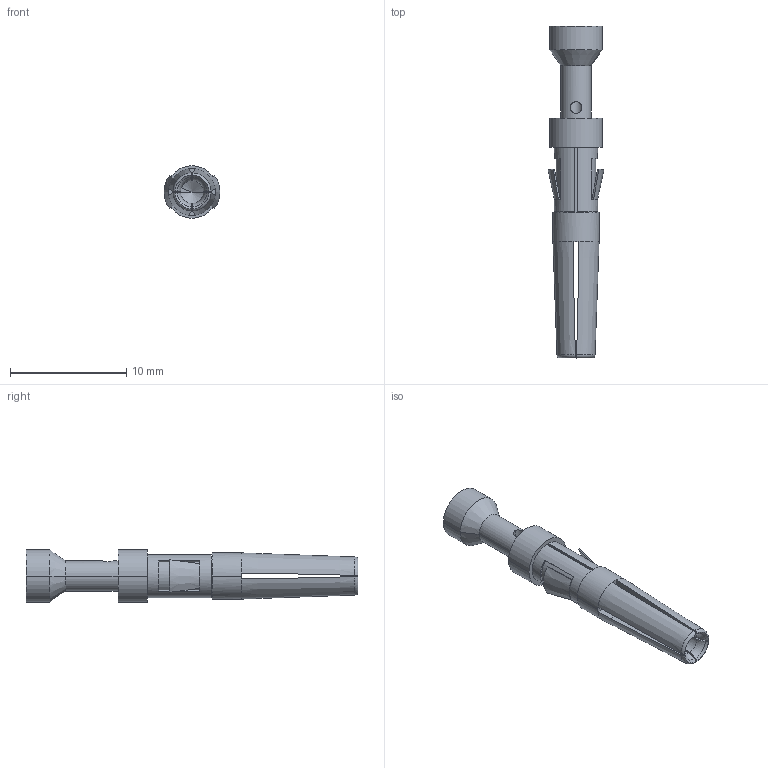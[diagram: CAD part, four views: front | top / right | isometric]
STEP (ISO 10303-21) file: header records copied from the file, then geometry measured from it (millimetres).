
FILE_DESCRIPTION((''),'2;1');
FILE_NAME('F05','2017-08-16T',('zq.xu'),(''),'PRO/ENGINEER BY PARAMETRIC TECHNOLOGY CORPORATION, 2012480','PRO/ENGINEER BY PARAMETRIC TECHNOLOGY CORPORATION, 2012480','');
FILE_SCHEMA(('AUTOMOTIVE_DESIGN { 1 0 10303 214 1 1 1 1 }'));
Length unit declared in the file: millimetre
Products named in the file (1): F05
Bounding box: 4.8 x 28.5 x 4.5 mm (x, y, z)
Volume: 230.1 mm3; surface area: 545.4 mm2
Topology: 1 solids, 1 shells, 113 faces, 280 edges, 170 vertices
Faces by surface type: plane 56, cone 26, cylinder 19, torus 12
Entity records: 3680 total; most frequent: CARTESIAN_POINT 993, ORIENTED_EDGE 552, DIRECTION 546, EDGE_CURVE 276, AXIS2_PLACEMENT_3D 220, VERTEX_POINT 170, EDGE_LOOP 120, FACE_OUTER_BOUND 113
